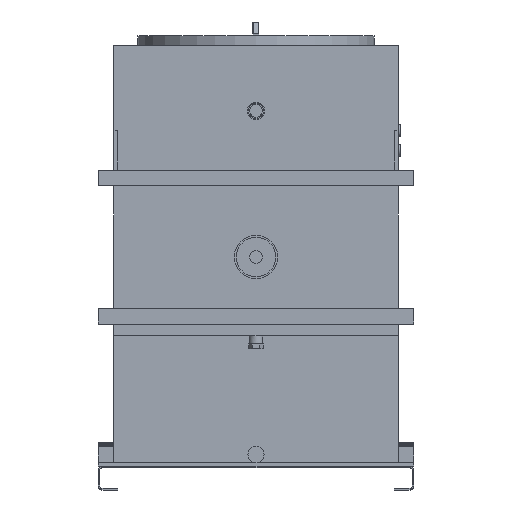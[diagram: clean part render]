
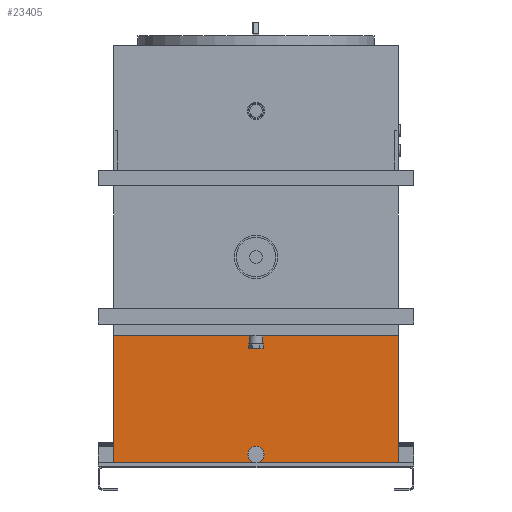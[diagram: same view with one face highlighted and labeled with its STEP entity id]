
A CAD part, left-side view. The second image highlights one B-rep face of the part: STEP entity #23405.
In plain terms, the highlighted planar face has unit normal (-1, 0, 0).
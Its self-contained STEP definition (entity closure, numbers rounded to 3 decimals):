
#20143=VERTEX_POINT('',#55091);
#20303=EDGE_CURVE('',#20143,#41707,#55268,.T.);
#20711=EDGE_CURVE('',#38375,#30181,#55716,.T.);
#23405=ADVANCED_FACE('',(#58675,#58676),#58677,.F.);
#25879=EDGE_CURVE('',#38375,#28297,#61393,.T.);
#28297=VERTEX_POINT('',#64011);
#29759=EDGE_CURVE('',#30181,#37217,#65612,.T.);
#30181=VERTEX_POINT('',#66106);
#37217=VERTEX_POINT('',#73881);
#38375=VERTEX_POINT('',#75226);
#41707=VERTEX_POINT('',#78877);
#42883=EDGE_CURVE('',#28297,#37217,#80164,.T.);
#50503=EDGE_CURVE('',#41707,#20143,#88511,.T.);
#55091=CARTESIAN_POINT('',(30.0,0.,108.5));
#55268=CIRCLE('',#94928,18.5);
#55716=LINE('',#95572,#95573);
#58675=FACE_BOUND('',#99791,.T.);
#58676=FACE_OUTER_BOUND('',#99792,.T.);
#58677=PLANE('',#99793);
#61393=LINE('',#103850,#103851);
#64011=CARTESIAN_POINT('',(30.0,-360.0,70.0));
#65612=LINE('',#109877,#109878);
#66106=CARTESIAN_POINT('',(30.0,360.0,390.0));
#73881=CARTESIAN_POINT('',(30.0,360.0,70.0));
#75226=CARTESIAN_POINT('',(30.0,-360.0,390.0));
#78877=CARTESIAN_POINT('',(30.0,0.0,71.5));
#80164=LINE('',#130816,#130817);
#88511=CIRCLE('',#142862,18.5);
#94928=AXIS2_PLACEMENT_3D('',#148721,#148722,#148723);
#95572=CARTESIAN_POINT('',(30.0,0.0,390.0));
#95573=VECTOR('',#149230,1.0);
#99791=EDGE_LOOP('',(#152343,#152344));
#99792=EDGE_LOOP('',(#152345,#152346,#152347,#152348));
#99793=AXIS2_PLACEMENT_3D('',#152349,#152350,#152351);
#103850=CARTESIAN_POINT('',(30.0,-360.0,597.5));
#103851=VECTOR('',#155154,1.0);
#109877=CARTESIAN_POINT('',(30.0,360.0,597.5));
#109878=VECTOR('',#159226,1.0);
#130816=CARTESIAN_POINT('',(30.0,0.0,70.0));
#130817=VECTOR('',#175404,1.0);
#142862=AXIS2_PLACEMENT_3D('',#183840,#183841,#183842);
#148721=CARTESIAN_POINT('',(30.0,0.0,90.0));
#148722=DIRECTION('',(1.0,0.0,0.0));
#148723=DIRECTION('',(0.0,0.0,-1.0));
#149230=DIRECTION('',(0.0,1.0,0.0));
#152343=ORIENTED_EDGE('',*,*,#50503,.T.);
#152344=ORIENTED_EDGE('',*,*,#20303,.T.);
#152345=ORIENTED_EDGE('',*,*,#20711,.T.);
#152346=ORIENTED_EDGE('',*,*,#29759,.T.);
#152347=ORIENTED_EDGE('',*,*,#42883,.F.);
#152348=ORIENTED_EDGE('',*,*,#25879,.F.);
#152349=CARTESIAN_POINT('',(30.0,0.0,597.5));
#152350=DIRECTION('',(1.0,0.0,-0.0));
#152351=DIRECTION('',(0.0,0.0,1.0));
#155154=DIRECTION('',(0.0,0.0,-1.0));
#159226=DIRECTION('',(0.0,0.0,-1.0));
#175404=DIRECTION('',(0.0,1.0,0.0));
#183840=CARTESIAN_POINT('',(30.0,0.0,90.0));
#183841=DIRECTION('',(1.0,0.0,0.0));
#183842=DIRECTION('',(0.0,0.0,-1.0));
